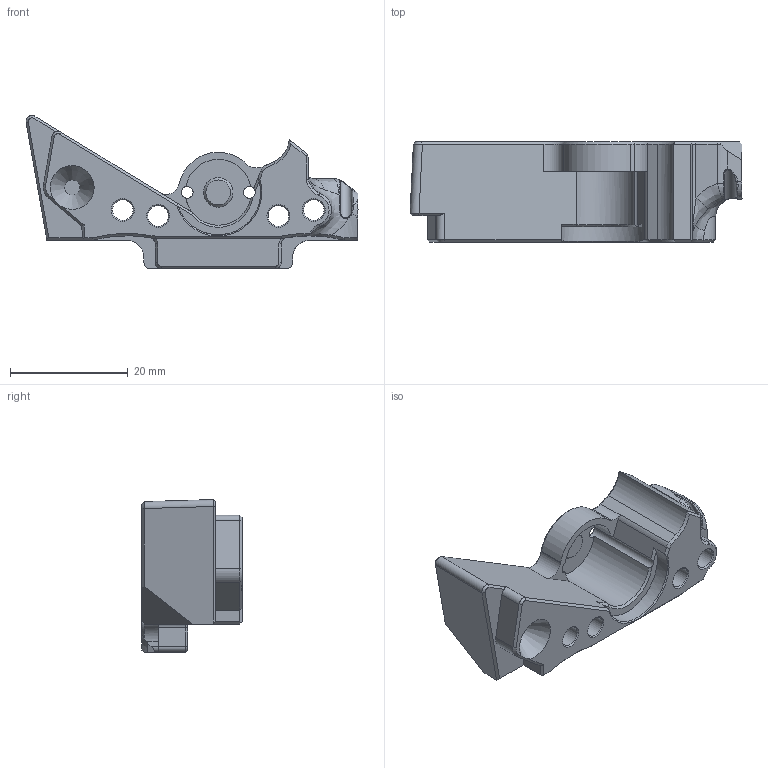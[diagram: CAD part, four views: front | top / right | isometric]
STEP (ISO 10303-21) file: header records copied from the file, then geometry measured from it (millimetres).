
FILE_DESCRIPTION(/* description */ (''),/* implementation_level */ '2;1');
FILE_NAME(/* name */ 'G2E rear_body for E3D PZ Probe.step',/* time_stamp */ '2025-11-16T12:18:15+01:00',/* author */ (''),/* organization */ (''),/* preprocessor_version */ 'ST-DEVELOPER v20.1',/* originating_system */ 'Autodesk Translation Framework v14.21.0.0',/* authorisation */ '');
FILE_SCHEMA (('AUTOMOTIVE_DESIGN { 1 0 10303 214 3 1 1 }'));
Length unit declared in the file: millimetre
Products named in the file (1): rear_body_rear_body
Bounding box: 56.3 x 17 x 25.93 mm (x, y, z)
Volume: 8800.5 mm3; surface area: 5227.8 mm2
Topology: 1 solids, 1 shells, 215 faces, 565 edges, 353 vertices
Faces by surface type: plane 95, bspline 40, cylinder 39, cone 39, torus 1, sphere 1
Full cylindrical faces by diameter (mm): 2 x2, 3.4 x1, 3.5 x4, 4.7 x2, 5 x1, 6 x2
Entity records: 8755 total; most frequent: CARTESIAN_POINT 3579, ORIENTED_EDGE 1130, DIRECTION 1001, EDGE_CURVE 565, AXIS2_PLACEMENT_3D 359, VERTEX_POINT 353, LINE 283, VECTOR 283
